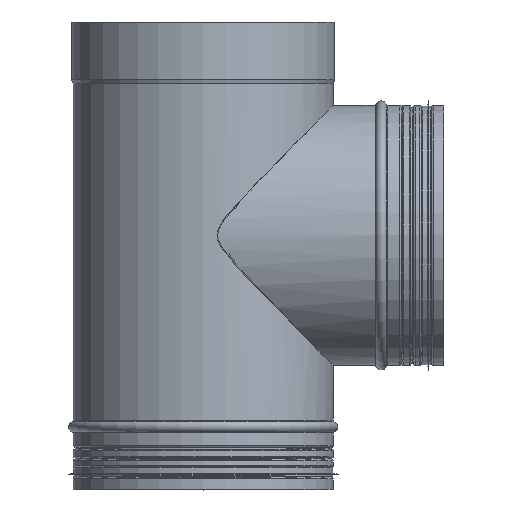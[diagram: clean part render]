
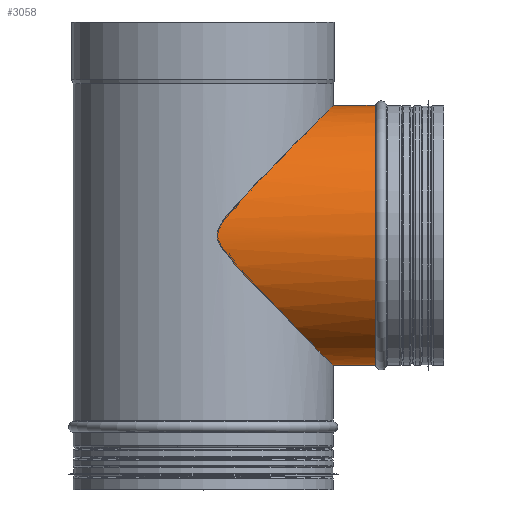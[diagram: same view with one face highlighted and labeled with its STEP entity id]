
A CAD part, top view. The second image highlights one B-rep face of the part: STEP entity #3058.
In plain terms, the highlighted cylindrical face has radius 158.5 mm (diameter 317 mm), a partial arc.
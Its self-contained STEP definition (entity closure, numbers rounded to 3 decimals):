
#77=B_SPLINE_CURVE_WITH_KNOTS('',3,(#6173,#6174,#6175,#6176,#6177,#6178,
#6179,#6180,#6181,#6182,#6183,#6184,#6185,#6186,#6187,#6188,#6189,#6190,
#6191,#6192,#6193,#6194,#6195,#6196,#6197,#6198,#6199,#6200,#6201,#6202,
#6203,#6204,#6205,#6206,#6207,#6208,#6209,#6210,#6211,#6212,#6213,#6214,
#6215,#6216,#6217,#6218,#6219,#6220,#6221,#6222,#6223,#6224,#6225,#6226,
#6227,#6228,#6229,#6230,#6231,#6232,#6233,#6234,#6235,#6236,#6237,#6238,
#6239,#6240,#6241,#6242,#6243,#6244,#6245,#6246,#6247,#6248,#6249,#6250),
 .UNSPECIFIED.,.F.,.F.,(4,2,2,2,2,2,2,2,2,2,2,2,2,2,2,2,2,2,2,2,2,2,2,2,
2,2,2,2,2,2,2,2,2,2,2,2,2,2,4),(0.,4.468,9.403,15.579,
19.846,23.868,25.523,26.304,27.066,
27.406,29.333,29.704,30.492,31.815,
33.311,33.693,34.679,39.049,42.47,
48.762,53.701,57.812,61.776,66.191,
71.743,75.674,80.88,84.196,85.285,
86.742,88.094,88.828,90.45,92.242,
95.324,98.684,102.59,104.769,106.906),
 .UNSPECIFIED.);
#95=CYLINDRICAL_SURFACE('',#3373,158.5);
#293=FACE_OUTER_BOUND('',#504,.T.);
#504=EDGE_LOOP('',(#2262,#2263,#2264,#2265));
#729=CIRCLE('',#3374,158.5);
#938=LINE('',#6487,#1125);
#939=LINE('',#6490,#1126);
#1125=VECTOR('',#4112,51.172);
#1126=VECTOR('',#4115,51.172);
#1317=VERTEX_POINT('',#6171);
#1318=VERTEX_POINT('',#6172);
#1323=VERTEX_POINT('',#6486);
#1324=VERTEX_POINT('',#6488);
#1638=EDGE_CURVE('',#1317,#1318,#77,.T.);
#1644=EDGE_CURVE('',#1318,#1323,#938,.T.);
#1645=EDGE_CURVE('',#1324,#1323,#729,.T.);
#1646=EDGE_CURVE('',#1317,#1324,#939,.T.);
#2262=ORIENTED_EDGE('',*,*,#1638,.T.);
#2263=ORIENTED_EDGE('',*,*,#1644,.T.);
#2264=ORIENTED_EDGE('',*,*,#1645,.F.);
#2265=ORIENTED_EDGE('',*,*,#1646,.F.);
#3058=ADVANCED_FACE('',(#293),#95,.T.);
#3373=AXIS2_PLACEMENT_3D('',#6485,#4110,#4111);
#3374=AXIS2_PLACEMENT_3D('',#6489,#4113,#4114);
#4110=DIRECTION('center_axis',(0.,-1.,0.));
#4111=DIRECTION('ref_axis',(-1.,0.,0.));
#4112=DIRECTION('',(0.,-1.,0.));
#4113=DIRECTION('center_axis',(0.,-1.,0.));
#4114=DIRECTION('ref_axis',(-1.,0.,0.));
#4115=DIRECTION('',(0.,-1.,0.));
#6171=CARTESIAN_POINT('',(-158.5,135.,0.));
#6172=CARTESIAN_POINT('',(-158.5,135.,0.277));
#6173=CARTESIAN_POINT('Ctrl Pts',(-158.5,135.,0.));
#6174=CARTESIAN_POINT('Ctrl Pts',(-158.5,135.,-14.893));
#6175=CARTESIAN_POINT('Ctrl Pts',(-156.403,137.084,-29.45));
#6176=CARTESIAN_POINT('Ctrl Pts',(-148.135,145.298,-58.573));
#6177=CARTESIAN_POINT('Ctrl Pts',(-141.711,151.679,-72.475));
#6178=CARTESIAN_POINT('Ctrl Pts',(-124.164,169.085,-100.189));
#6179=CARTESIAN_POINT('Ctrl Pts',(-112.339,180.807,-113.013));
#6180=CARTESIAN_POINT('Ctrl Pts',(-90.727,202.114,-130.46));
#6181=CARTESIAN_POINT('Ctrl Pts',(-81.377,211.306,-136.444));
#6182=CARTESIAN_POINT('Ctrl Pts',(-62.648,229.52,-145.95));
#6183=CARTESIAN_POINT('Ctrl Pts',(-53.191,238.659,-149.64));
#6184=CARTESIAN_POINT('Ctrl Pts',(-39.675,251.19,-153.509));
#6185=CARTESIAN_POINT('Ctrl Pts',(-35.667,254.841,-154.49));
#6186=CARTESIAN_POINT('Ctrl Pts',(-29.721,260.018,-155.701));
#6187=CARTESIAN_POINT('Ctrl Pts',(-27.777,261.674,-156.06));
#6188=CARTESIAN_POINT('Ctrl Pts',(-23.913,264.844,-156.698));
#6189=CARTESIAN_POINT('Ctrl Pts',(-21.93,266.413,-156.988));
#6190=CARTESIAN_POINT('Ctrl Pts',(-19.058,268.538,-157.353));
#6191=CARTESIAN_POINT('Ctrl Pts',(-18.158,269.184,-157.459));
#6192=CARTESIAN_POINT('Ctrl Pts',(-12.093,273.352,-158.123));
#6193=CARTESIAN_POINT('Ctrl Pts',(-8.359,275.038,-158.308));
#6194=CARTESIAN_POINT('Ctrl Pts',(-4.751,276.029,-158.43));
#6195=CARTESIAN_POINT('Ctrl Pts',(-4.162,276.166,-158.446));
#6196=CARTESIAN_POINT('Ctrl Pts',(-2.307,276.515,-158.488));
#6197=CARTESIAN_POINT('Ctrl Pts',(-1.032,276.635,-158.502));
#6198=CARTESIAN_POINT('Ctrl Pts',(2.439,276.586,-158.496));
#6199=CARTESIAN_POINT('Ctrl Pts',(4.538,276.172,-158.448));
#6200=CARTESIAN_POINT('Ctrl Pts',(8.919,274.707,-158.266));
#6201=CARTESIAN_POINT('Ctrl Pts',(11.621,273.435,-158.109));
#6202=CARTESIAN_POINT('Ctrl Pts',(15.834,270.767,-157.709));
#6203=CARTESIAN_POINT('Ctrl Pts',(16.679,270.204,-157.622));
#6204=CARTESIAN_POINT('Ctrl Pts',(19.667,268.134,-157.29));
#6205=CARTESIAN_POINT('Ctrl Pts',(21.816,266.496,-157.005));
#6206=CARTESIAN_POINT('Ctrl Pts',(32.905,257.65,-155.317));
#6207=CARTESIAN_POINT('Ctrl Pts',(44.574,246.804,-152.743));
#6208=CARTESIAN_POINT('Ctrl Pts',(67.769,224.599,-143.698));
#6209=CARTESIAN_POINT('Ctrl Pts',(77.696,214.895,-138.616));
#6210=CARTESIAN_POINT('Ctrl Pts',(104.587,188.5,-120.908));
#6211=CARTESIAN_POINT('Ctrl Pts',(119.449,173.758,-106.225));
#6212=CARTESIAN_POINT('Ctrl Pts',(140.245,153.135,-75.621));
#6213=CARTESIAN_POINT('Ctrl Pts',(147.751,145.679,-60.115));
#6214=CARTESIAN_POINT('Ctrl Pts',(156.638,136.851,-28.458));
#6215=CARTESIAN_POINT('Ctrl Pts',(158.693,134.809,-13.329));
#6216=CARTESIAN_POINT('Ctrl Pts',(158.286,135.212,17.015));
#6217=CARTESIAN_POINT('Ctrl Pts',(155.995,137.49,31.522));
#6218=CARTESIAN_POINT('Ctrl Pts',(147.335,146.092,60.58));
#6219=CARTESIAN_POINT('Ctrl Pts',(140.685,152.697,74.457));
#6220=CARTESIAN_POINT('Ctrl Pts',(122.623,170.613,102.099));
#6221=CARTESIAN_POINT('Ctrl Pts',(110.486,182.641,114.847));
#6222=CARTESIAN_POINT('Ctrl Pts',(88.157,204.641,132.243));
#6223=CARTESIAN_POINT('Ctrl Pts',(78.361,214.263,138.228));
#6224=CARTESIAN_POINT('Ctrl Pts',(54.895,237.017,149.427));
#6225=CARTESIAN_POINT('Ctrl Pts',(42.642,248.676,152.976));
#6226=CARTESIAN_POINT('Ctrl Pts',(26.815,262.597,156.342));
#6227=CARTESIAN_POINT('Ctrl Pts',(20.989,267.394,157.193));
#6228=CARTESIAN_POINT('Ctrl Pts',(14.018,271.943,157.888));
#6229=CARTESIAN_POINT('Ctrl Pts',(12.185,273.031,158.042));
#6230=CARTESIAN_POINT('Ctrl Pts',(7.835,275.156,158.326));
#6231=CARTESIAN_POINT('Ctrl Pts',(5.192,276.104,158.439));
#6232=CARTESIAN_POINT('Ctrl Pts',(-0.134,276.791,158.521));
#6233=CARTESIAN_POINT('Ctrl Pts',(-2.606,276.593,158.498));
#6234=CARTESIAN_POINT('Ctrl Pts',(-6.473,275.568,158.374));
#6235=CARTESIAN_POINT('Ctrl Pts',(-7.803,275.081,158.313));
#6236=CARTESIAN_POINT('Ctrl Pts',(-11.927,273.263,158.076));
#6237=CARTESIAN_POINT('Ctrl Pts',(-15.24,271.321,157.822));
#6238=CARTESIAN_POINT('Ctrl Pts',(-24.052,264.883,156.734));
#6239=CARTESIAN_POINT('Ctrl Pts',(-29.193,260.555,155.893));
#6240=CARTESIAN_POINT('Ctrl Pts',(-44.38,247.035,152.478));
#6241=CARTESIAN_POINT('Ctrl Pts',(-56.396,235.574,148.838));
#6242=CARTESIAN_POINT('Ctrl Pts',(-83.674,209.096,135.541));
#6243=CARTESIAN_POINT('Ctrl Pts',(-97.331,195.62,126.254));
#6244=CARTESIAN_POINT('Ctrl Pts',(-123.987,169.273,100.714));
#6245=CARTESIAN_POINT('Ctrl Pts',(-135.52,157.823,84.528));
#6246=CARTESIAN_POINT('Ctrl Pts',(-148.431,145.004,56.67));
#6247=CARTESIAN_POINT('Ctrl Pts',(-152.141,141.318,45.942));
#6248=CARTESIAN_POINT('Ctrl Pts',(-157.171,136.321,23.449));
#6249=CARTESIAN_POINT('Ctrl Pts',(-158.479,135.02,11.949));
#6250=CARTESIAN_POINT('Ctrl Pts',(-158.5,135.,0.277));
#6485=CARTESIAN_POINT('Origin',(0.,142.036,0.));
#6486=CARTESIAN_POINT('',(-158.5,83.828,0.277));
#6487=CARTESIAN_POINT('',(-158.5,293.5,0.277));
#6488=CARTESIAN_POINT('',(-158.5,83.828,0.));
#6489=CARTESIAN_POINT('Origin',(0.,83.828,0.));
#6490=CARTESIAN_POINT('',(-158.5,293.5,0.));
